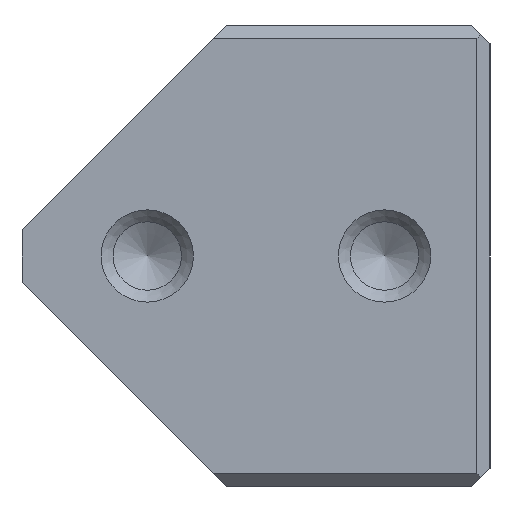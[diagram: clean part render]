
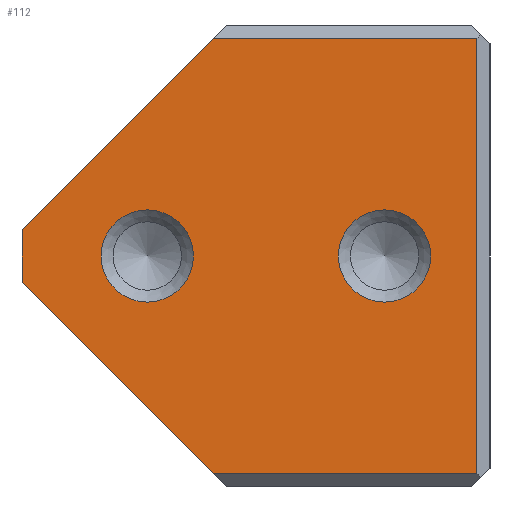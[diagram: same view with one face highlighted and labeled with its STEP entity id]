
A CAD part, left-side view. The second image highlights one B-rep face of the part: STEP entity #112.
In plain terms, the highlighted planar face has unit normal (-1, 0, 0).
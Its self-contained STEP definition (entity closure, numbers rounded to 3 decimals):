
#112=ADVANCED_FACE('',(#323,#324,#325),#200,.T.);
#200=PLANE('',#1265);
#234=LINE('',#1856,#276);
#235=LINE('',#1859,#277);
#236=LINE('',#1861,#278);
#237=LINE('',#1863,#279);
#238=LINE('',#1865,#280);
#239=LINE('',#1867,#281);
#276=VECTOR('',#1463,1.);
#277=VECTOR('',#1464,1.);
#278=VECTOR('',#1465,1.);
#279=VECTOR('',#1466,1.);
#280=VECTOR('',#1467,1.);
#281=VECTOR('',#1468,1.);
#323=FACE_BOUND('',#500,.T.);
#324=FACE_BOUND('',#501,.T.);
#325=FACE_BOUND('',#502,.T.);
#500=EDGE_LOOP('',(#690));
#501=EDGE_LOOP('',(#691));
#502=EDGE_LOOP('',(#692,#693,#694,#695,#696,#697));
#690=ORIENTED_EDGE('',*,*,#1058,.T.);
#691=ORIENTED_EDGE('',*,*,#1059,.T.);
#692=ORIENTED_EDGE('',*,*,#1060,.T.);
#693=ORIENTED_EDGE('',*,*,#1061,.T.);
#694=ORIENTED_EDGE('',*,*,#1062,.T.);
#695=ORIENTED_EDGE('',*,*,#1063,.F.);
#696=ORIENTED_EDGE('',*,*,#1064,.T.);
#697=ORIENTED_EDGE('',*,*,#1065,.T.);
#942=VERTEX_POINT('',#1853);
#943=VERTEX_POINT('',#1855);
#944=VERTEX_POINT('',#1857);
#945=VERTEX_POINT('',#1858);
#946=VERTEX_POINT('',#1860);
#947=VERTEX_POINT('',#1862);
#948=VERTEX_POINT('',#1864);
#949=VERTEX_POINT('',#1866);
#1058=EDGE_CURVE('',#942,#942,#1176,.T.);
#1059=EDGE_CURVE('',#943,#943,#1177,.T.);
#1060=EDGE_CURVE('',#944,#945,#234,.T.);
#1061=EDGE_CURVE('',#945,#946,#235,.T.);
#1062=EDGE_CURVE('',#946,#947,#236,.T.);
#1063=EDGE_CURVE('',#948,#947,#237,.T.);
#1064=EDGE_CURVE('',#948,#949,#238,.T.);
#1065=EDGE_CURVE('',#949,#944,#239,.T.);
#1176=CIRCLE('',#1263,3.5);
#1177=CIRCLE('',#1264,3.5);
#1263=AXIS2_PLACEMENT_3D('',#1852,#1459,#1460);
#1264=AXIS2_PLACEMENT_3D('',#1854,#1461,#1462);
#1265=AXIS2_PLACEMENT_3D('',#1868,#1469,#1470);
#1459=DIRECTION('',(1.,0.,0.));
#1460=DIRECTION('',(0.,0.,-1.));
#1461=DIRECTION('',(1.,0.,0.));
#1462=DIRECTION('',(0.,0.,-1.));
#1463=DIRECTION('',(0.,0.,1.));
#1464=DIRECTION('',(0.,1.,0.));
#1465=DIRECTION('',(0.,0.707,-0.707));
#1466=DIRECTION('',(0.,0.,1.));
#1467=DIRECTION('',(0.,-0.707,-0.707));
#1468=DIRECTION('',(0.,-1.,0.));
#1469=DIRECTION('',(-1.,0.,0.));
#1470=DIRECTION('',(0.,0.,1.));
#1852=CARTESIAN_POINT('',(0.,26.,17.5));
#1853=CARTESIAN_POINT('',(0.,26.,14.));
#1854=CARTESIAN_POINT('',(0.,8.,17.5));
#1855=CARTESIAN_POINT('',(0.,8.,14.));
#1856=CARTESIAN_POINT('',(0.,1.,0.));
#1857=CARTESIAN_POINT('',(0.,1.,1.));
#1858=CARTESIAN_POINT('',(0.,1.,34.));
#1859=CARTESIAN_POINT('',(0.,17.75,34.));
#1860=CARTESIAN_POINT('',(0.,21.002,34.));
#1861=CARTESIAN_POINT('',(0.,36.376,18.626));
#1862=CARTESIAN_POINT('',(0.,35.5,19.502));
#1863=CARTESIAN_POINT('',(0.,35.5,0.));
#1864=CARTESIAN_POINT('',(0.,35.5,15.498));
#1865=CARTESIAN_POINT('',(0.,18.876,-1.126));
#1866=CARTESIAN_POINT('',(0.,21.002,1.));
#1867=CARTESIAN_POINT('',(0.,17.75,1.));
#1868=CARTESIAN_POINT('',(0.,17.75,0.));
